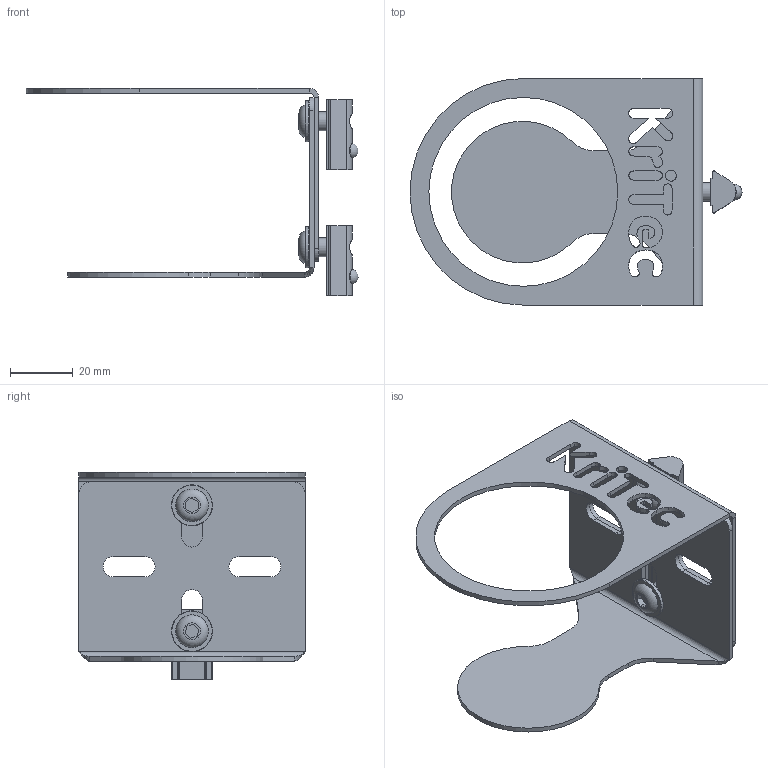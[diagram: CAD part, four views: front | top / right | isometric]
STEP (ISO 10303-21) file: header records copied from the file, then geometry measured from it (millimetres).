
FILE_DESCRIPTION(/* description */ (''),/* implementation_level */ '2;1');
FILE_NAME(/* name */ '13123_KriTec_Becherhalter_0_2L_rostfrei.stp',/* time_stamp */ '2017-07-11T16:48:23+02:00',/* author */ ('kostic'),/* organization */ (''),/* preprocessor_version */ 'ST-DEVELOPER v16.1',/* originating_system */ 'Autodesk Inventor 2016',/* authorisation */ '');
FILE_SCHEMA (('AUTOMOTIVE_DESIGN { 1 0 10303 214 3 1 1 }'));
Length unit declared in the file: millimetre
Products named in the file (5): 13111_KriTec_Oberteil_Becherhalter_0,2L_schwarz; 13112_KriTec_Unterteil_Becherhalter_0,2L_schwarz; Linsenflanschkopfschraube M6x12; 11007 Nutenstein 8 St M6 mit Steg; 13123_KriTec_Becherhalter_0,2L_rostfrei
Assembly tree (6 placements, depth 2):
  13123_KriTec_Becherhalter_0,2L_rostfrei
    13111_KriTec_Oberteil_Becherhalter_0,2L_schwarz
    13112_KriTec_Unterteil_Becherhalter_0,2L_schwarz
    Linsenflanschkopfschraube M6x12  x2
    11007 Nutenstein 8 St M6 mit Steg  x2
Bounding box: 105.47 x 72 x 65.9 mm (x, y, z)
Volume: 23441.5 mm3; surface area: 31234.2 mm2
Topology: 6 solids, 6 shells, 254 faces, 686 edges, 452 vertices
Faces by surface type: plane 96, bspline 89, cylinder 59, cone 6, torus 2, sphere 2
Full cylindrical faces by diameter (mm): 4.917 x2, 6 x2, 13 x2, 60 x1
Entity records: 7455 total; most frequent: CARTESIAN_POINT 2286, ORIENTED_EDGE 1184, DIRECTION 779, EDGE_CURVE 592, VERTEX_POINT 395, LINE 315, VECTOR 315, EDGE_LOOP 263
